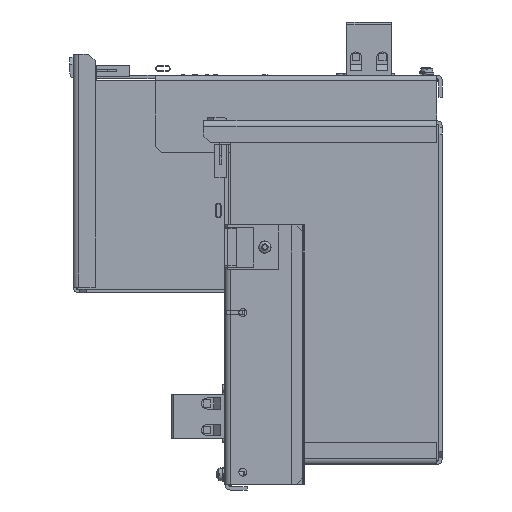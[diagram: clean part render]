
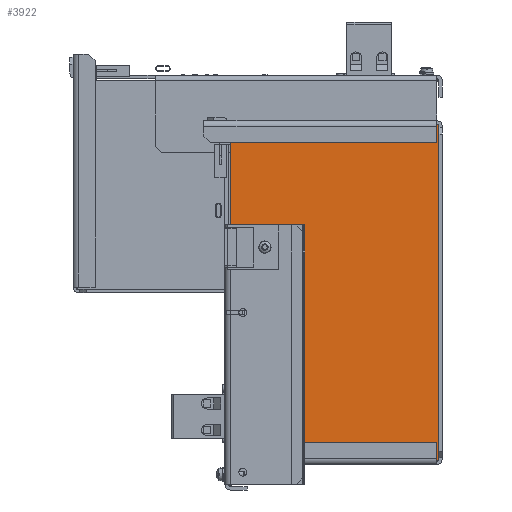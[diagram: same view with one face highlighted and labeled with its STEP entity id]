
A CAD part, left-side view. The second image highlights one B-rep face of the part: STEP entity #3922.
In plain terms, the highlighted planar face has unit normal (-1, 0, 0).
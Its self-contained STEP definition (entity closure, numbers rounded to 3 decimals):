
#2541 = EDGE_CURVE( '', #7411, #7412, #7413, .T. );
#3415 = EDGE_CURVE( '', #8791, #8792, #8793, .T. );
#3922 = ADVANCED_FACE( '', ( #9523 ), #9524, .T. );
#4417 = EDGE_CURVE( '', #8791, #7411, #10203, .T. );
#5745 = EDGE_CURVE( '', #8792, #7412, #11857, .T. );
#7411 = VERTEX_POINT( '', #13960 );
#7412 = VERTEX_POINT( '', #13961 );
#7413 = LINE( '', #13962, #13963 );
#8791 = VERTEX_POINT( '', #16006 );
#8792 = VERTEX_POINT( '', #16007 );
#8793 = LINE( '', #16008, #16009 );
#9523 = FACE_OUTER_BOUND( '', #17118, .T. );
#9524 = PLANE( '', #17119 );
#10203 = LINE( '', #18152, #18153 );
#11857 = LINE( '', #20809, #20810 );
#13960 = CARTESIAN_POINT( '', ( -98., 1.5, -75.85 ) );
#13961 = CARTESIAN_POINT( '', ( -98., 95.5, -75.85 ) );
#13962 = CARTESIAN_POINT( '', ( -98., 1.5, -75.85 ) );
#13963 = VECTOR( '', #23414, 1000. );
#16006 = CARTESIAN_POINT( '', ( -98., 1.5, 75.85 ) );
#16007 = CARTESIAN_POINT( '', ( -98., 95.5, 75.85 ) );
#16008 = CARTESIAN_POINT( '', ( -98., 1.5, 75.85 ) );
#16009 = VECTOR( '', #24804, 1000. );
#17118 = EDGE_LOOP( '', ( #25595, #25596, #25597, #25598 ) );
#17119 = AXIS2_PLACEMENT_3D( '', #25599, #25600, #25601 );
#18152 = CARTESIAN_POINT( '', ( -98., 1.5, -75.85 ) );
#18153 = VECTOR( '', #26380, 1000. );
#20809 = CARTESIAN_POINT( '', ( -98., 95.5, -75.85 ) );
#20810 = VECTOR( '', #28395, 1000. );
#23414 = DIRECTION( '', ( 0., 1., 0. ) );
#24804 = DIRECTION( '', ( 0., 1., 0. ) );
#25595 = ORIENTED_EDGE( '', *, *, #2541, .F. );
#25596 = ORIENTED_EDGE( '', *, *, #4417, .F. );
#25597 = ORIENTED_EDGE( '', *, *, #3415, .T. );
#25598 = ORIENTED_EDGE( '', *, *, #5745, .T. );
#25599 = CARTESIAN_POINT( '', ( -98., 1.5, -75.85 ) );
#25600 = DIRECTION( '', ( -1., 0., 0. ) );
#25601 = DIRECTION( '', ( 0., 1., 0. ) );
#26380 = DIRECTION( '', ( 0., 0., -1. ) );
#28395 = DIRECTION( '', ( 0., 0., -1. ) );
